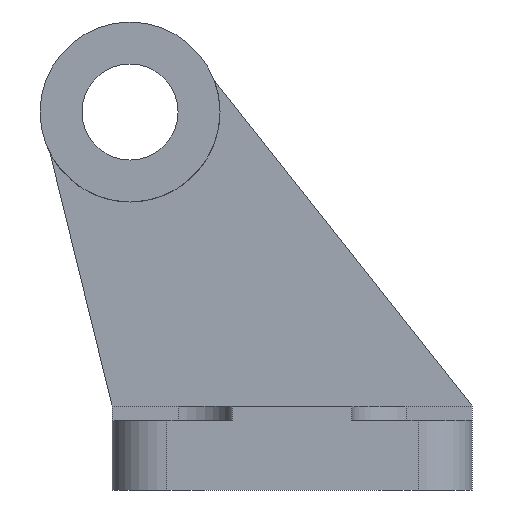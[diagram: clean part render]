
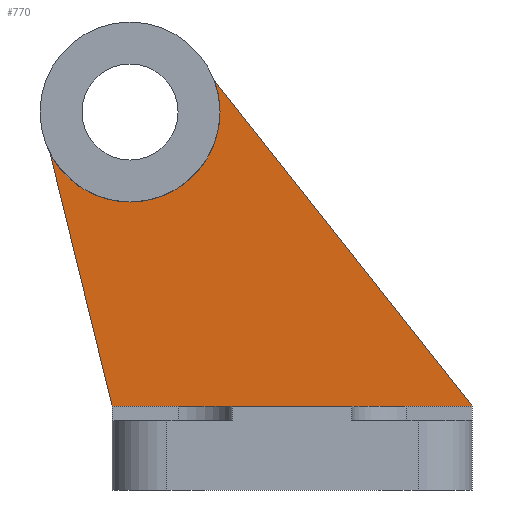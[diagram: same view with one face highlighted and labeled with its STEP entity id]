
A CAD part, left-side view. The second image highlights one B-rep face of the part: STEP entity #770.
In plain terms, the highlighted planar face has unit normal (-1, 0, 0).
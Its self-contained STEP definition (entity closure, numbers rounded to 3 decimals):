
#36=PLANE('',#852);
#69=FACE_OUTER_BOUND('',#115,.T.);
#115=EDGE_LOOP('',(#596,#597,#598,#599));
#190=LINE('',#1246,#264);
#191=LINE('',#1248,#265);
#192=LINE('',#1251,#266);
#264=VECTOR('',#1018,10.);
#265=VECTOR('',#1019,10.);
#266=VECTOR('',#1022,10.);
#310=CIRCLE('',#853,15.);
#365=VERTEX_POINT('',#1213);
#374=VERTEX_POINT('',#1245);
#375=VERTEX_POINT('',#1247);
#376=VERTEX_POINT('',#1249);
#459=EDGE_CURVE('',#365,#374,#190,.T.);
#460=EDGE_CURVE('',#375,#365,#191,.T.);
#461=EDGE_CURVE('',#376,#375,#310,.T.);
#462=EDGE_CURVE('',#374,#376,#192,.T.);
#596=ORIENTED_EDGE('',*,*,#459,.F.);
#597=ORIENTED_EDGE('',*,*,#460,.F.);
#598=ORIENTED_EDGE('',*,*,#461,.F.);
#599=ORIENTED_EDGE('',*,*,#462,.F.);
#770=ADVANCED_FACE('',(#69),#36,.F.);
#852=AXIS2_PLACEMENT_3D('',#1244,#1016,#1017);
#853=AXIS2_PLACEMENT_3D('',#1250,#1020,#1021);
#1016=DIRECTION('center_axis',(1.,0.,0.));
#1017=DIRECTION('ref_axis',(0.,0.,
-1.));
#1018=DIRECTION('',(0.,1.,0.));
#1019=DIRECTION('',(0.,-0.621,-0.784));
#1020=DIRECTION('center_axis',(-1.,0.,0.));
#1021=DIRECTION('ref_axis',(0.,0.,-1.));
#1022=DIRECTION('',(0.,0.238,0.971));
#1213=CARTESIAN_POINT('',(-10.,-30.,14.));
#1244=CARTESIAN_POINT('Origin',(-10.,8.099,28.652));
#1245=CARTESIAN_POINT('',(-10.,30.,14.));
#1246=CARTESIAN_POINT('',(-10.,4.05,14.));
#1247=CARTESIAN_POINT('',(-10.,12.96,68.28));
#1248=CARTESIAN_POINT('',(-10.,-30.,14.));
#1249=CARTESIAN_POINT('',(-10.,40.315,56.092));
#1250=CARTESIAN_POINT('Origin',(-10.,27.,63.));
#1251=CARTESIAN_POINT('',(-10.,40.315,56.092));
